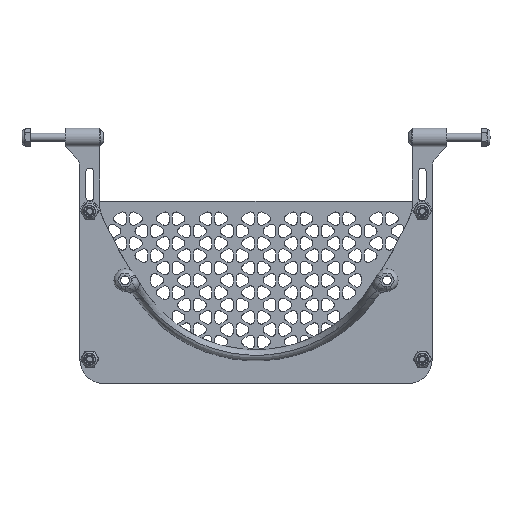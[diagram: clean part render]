
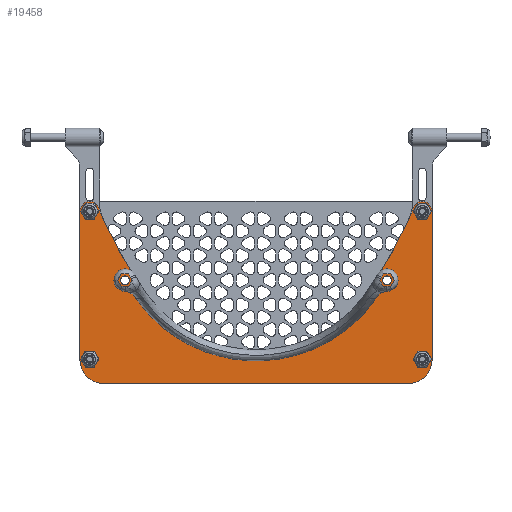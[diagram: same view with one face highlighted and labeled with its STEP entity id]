
A CAD part, top view. The second image highlights one B-rep face of the part: STEP entity #19458.
In plain terms, the highlighted planar face has unit normal (0, 0, 1).
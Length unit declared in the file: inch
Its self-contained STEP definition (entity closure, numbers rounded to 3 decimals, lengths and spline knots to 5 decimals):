
#1174=FACE_BOUND('',#3280,.T.);
#1175=FACE_BOUND('',#3281,.T.);
#1176=FACE_BOUND('',#3282,.T.);
#1177=FACE_BOUND('',#3283,.T.);
#1178=FACE_BOUND('',#3284,.T.);
#1179=FACE_BOUND('',#3285,.T.);
#2018=FACE_OUTER_BOUND('',#3279,.T.);
#3279=EDGE_LOOP('',(#17385,#17386,#17387,#17388,#17389,#17390,#17391,#17392,
#17393,#17394,#17395,#17396,#17397,#17398));
#3280=EDGE_LOOP('',(#17399));
#3281=EDGE_LOOP('',(#17400));
#3282=EDGE_LOOP('',(#17401));
#3283=EDGE_LOOP('',(#17402));
#3284=EDGE_LOOP('',(#17403));
#3285=EDGE_LOOP('',(#17404));
#5012=LINE('',#32194,#6688);
#5016=LINE('',#32206,#6692);
#5020=LINE('',#32218,#6696);
#6688=VECTOR('',#26643,0.3937);
#6692=VECTOR('',#26655,0.3937);
#6696=VECTOR('',#26667,0.3937);
#7670=CIRCLE('',#21375,0.088);
#7672=CIRCLE('',#21378,0.088);
#7674=CIRCLE('',#21381,0.088);
#7676=CIRCLE('',#21384,0.088);
#7678=CIRCLE('',#21387,0.091);
#7680=CIRCLE('',#21390,0.088);
#7683=CIRCLE('',#21394,1.);
#7685=CIRCLE('',#21397,10.35358);
#7687=CIRCLE('',#21400,1.);
#7689=CIRCLE('',#21403,2.84549);
#7691=CIRCLE('',#21406,1.);
#7693=CIRCLE('',#21409,10.35358);
#7695=CIRCLE('',#21412,1.);
#7697=CIRCLE('',#21415,0.2);
#7699=CIRCLE('',#21419,0.5);
#7701=CIRCLE('',#21423,0.5);
#7703=CIRCLE('',#21427,0.2);
#9386=VERTEX_POINT('',#32104);
#9388=VERTEX_POINT('',#32110);
#9390=VERTEX_POINT('',#32116);
#9392=VERTEX_POINT('',#32122);
#9394=VERTEX_POINT('',#32128);
#9396=VERTEX_POINT('',#32134);
#9400=VERTEX_POINT('',#32143);
#9401=VERTEX_POINT('',#32145);
#9403=VERTEX_POINT('',#32151);
#9405=VERTEX_POINT('',#32157);
#9407=VERTEX_POINT('',#32163);
#9409=VERTEX_POINT('',#32169);
#9411=VERTEX_POINT('',#32175);
#9413=VERTEX_POINT('',#32181);
#9415=VERTEX_POINT('',#32187);
#9417=VERTEX_POINT('',#32193);
#9419=VERTEX_POINT('',#32199);
#9421=VERTEX_POINT('',#32205);
#9423=VERTEX_POINT('',#32211);
#9425=VERTEX_POINT('',#32217);
#12071=EDGE_CURVE('',#9386,#9386,#7670,.T.);
#12074=EDGE_CURVE('',#9388,#9388,#7672,.T.);
#12077=EDGE_CURVE('',#9390,#9390,#7674,.T.);
#12080=EDGE_CURVE('',#9392,#9392,#7676,.T.);
#12083=EDGE_CURVE('',#9394,#9394,#7678,.T.);
#12086=EDGE_CURVE('',#9396,#9396,#7680,.T.);
#12091=EDGE_CURVE('',#9401,#9400,#7683,.T.);
#12094=EDGE_CURVE('',#9403,#9401,#7685,.T.);
#12097=EDGE_CURVE('',#9405,#9403,#7687,.T.);
#12100=EDGE_CURVE('',#9407,#9405,#7689,.T.);
#12103=EDGE_CURVE('',#9409,#9407,#7691,.T.);
#12106=EDGE_CURVE('',#9411,#9409,#7693,.T.);
#12109=EDGE_CURVE('',#9413,#9411,#7695,.T.);
#12112=EDGE_CURVE('',#9415,#9413,#7697,.T.);
#12115=EDGE_CURVE('',#9417,#9415,#5012,.T.);
#12118=EDGE_CURVE('',#9419,#9417,#7699,.T.);
#12121=EDGE_CURVE('',#9421,#9419,#5016,.T.);
#12124=EDGE_CURVE('',#9423,#9421,#7701,.T.);
#12127=EDGE_CURVE('',#9425,#9423,#5020,.T.);
#12130=EDGE_CURVE('',#9400,#9425,#7703,.T.);
#17385=ORIENTED_EDGE('',*,*,#12130,.T.);
#17386=ORIENTED_EDGE('',*,*,#12127,.T.);
#17387=ORIENTED_EDGE('',*,*,#12124,.T.);
#17388=ORIENTED_EDGE('',*,*,#12121,.T.);
#17389=ORIENTED_EDGE('',*,*,#12118,.T.);
#17390=ORIENTED_EDGE('',*,*,#12115,.T.);
#17391=ORIENTED_EDGE('',*,*,#12112,.T.);
#17392=ORIENTED_EDGE('',*,*,#12109,.T.);
#17393=ORIENTED_EDGE('',*,*,#12106,.T.);
#17394=ORIENTED_EDGE('',*,*,#12103,.T.);
#17395=ORIENTED_EDGE('',*,*,#12100,.T.);
#17396=ORIENTED_EDGE('',*,*,#12097,.T.);
#17397=ORIENTED_EDGE('',*,*,#12094,.T.);
#17398=ORIENTED_EDGE('',*,*,#12091,.T.);
#17399=ORIENTED_EDGE('',*,*,#12086,.T.);
#17400=ORIENTED_EDGE('',*,*,#12083,.T.);
#17401=ORIENTED_EDGE('',*,*,#12080,.T.);
#17402=ORIENTED_EDGE('',*,*,#12077,.T.);
#17403=ORIENTED_EDGE('',*,*,#12074,.T.);
#17404=ORIENTED_EDGE('',*,*,#12071,.T.);
#18605=PLANE('',#21428);
#19458=ADVANCED_FACE('',(#2018,#1174,#1175,#1176,#1177,#1178,#1179),#18605,
 .T.);
#21375=AXIS2_PLACEMENT_3D('',#32105,#26543,#26544);
#21378=AXIS2_PLACEMENT_3D('',#32111,#26550,#26551);
#21381=AXIS2_PLACEMENT_3D('',#32117,#26557,#26558);
#21384=AXIS2_PLACEMENT_3D('',#32123,#26564,#26565);
#21387=AXIS2_PLACEMENT_3D('',#32129,#26571,#26572);
#21390=AXIS2_PLACEMENT_3D('',#32135,#26578,#26579);
#21394=AXIS2_PLACEMENT_3D('',#32146,#26588,#26589);
#21397=AXIS2_PLACEMENT_3D('',#32152,#26595,#26596);
#21400=AXIS2_PLACEMENT_3D('',#32158,#26602,#26603);
#21403=AXIS2_PLACEMENT_3D('',#32164,#26609,#26610);
#21406=AXIS2_PLACEMENT_3D('',#32170,#26616,#26617);
#21409=AXIS2_PLACEMENT_3D('',#32176,#26623,#26624);
#21412=AXIS2_PLACEMENT_3D('',#32182,#26630,#26631);
#21415=AXIS2_PLACEMENT_3D('',#32188,#26637,#26638);
#21419=AXIS2_PLACEMENT_3D('',#32200,#26649,#26650);
#21423=AXIS2_PLACEMENT_3D('',#32212,#26661,#26662);
#21427=AXIS2_PLACEMENT_3D('',#32222,#26673,#26674);
#21428=AXIS2_PLACEMENT_3D('',#32223,#26675,#26676);
#26543=DIRECTION('center_axis',(0.,0.,-1.));
#26544=DIRECTION('ref_axis',(1.,0.,0.));
#26550=DIRECTION('center_axis',(0.,0.,-1.));
#26551=DIRECTION('ref_axis',(1.,0.,0.));
#26557=DIRECTION('center_axis',(0.,0.,-1.));
#26558=DIRECTION('ref_axis',(1.,0.,0.));
#26564=DIRECTION('center_axis',(0.,0.,-1.));
#26565=DIRECTION('ref_axis',(1.,0.,0.));
#26571=DIRECTION('center_axis',(0.,0.,-1.));
#26572=DIRECTION('ref_axis',(1.,0.,0.));
#26578=DIRECTION('center_axis',(0.,0.,-1.));
#26579=DIRECTION('ref_axis',(1.,0.,0.));
#26588=DIRECTION('center_axis',(0.,0.,
-1.));
#26589=DIRECTION('ref_axis',(-0.968,-0.249,0.));
#26595=DIRECTION('center_axis',(0.,0.,
-1.));
#26596=DIRECTION('ref_axis',(-0.909,-0.417,0.));
#26602=DIRECTION('center_axis',(0.,0.,
-1.));
#26603=DIRECTION('ref_axis',(-0.789,-0.614,0.));
#26609=DIRECTION('center_axis',(0.,0.,
-1.));
#26610=DIRECTION('ref_axis',(-0.595,-0.804,0.));
#26616=DIRECTION('center_axis',(0.,0.,
-1.));
#26617=DIRECTION('ref_axis',(0.595,-0.804,0.));
#26623=DIRECTION('center_axis',(0.,0.,
-1.));
#26624=DIRECTION('ref_axis',(0.789,-0.614,0.));
#26630=DIRECTION('center_axis',(0.,0.,
-1.));
#26631=DIRECTION('ref_axis',(0.909,-0.417,0.));
#26637=DIRECTION('center_axis',(0.,0.,
1.));
#26638=DIRECTION('ref_axis',(1.,0.,0.));
#26643=DIRECTION('',(0.,1.,0.));
#26649=DIRECTION('center_axis',(0.,0.,
1.));
#26650=DIRECTION('ref_axis',(0.,-1.,0.));
#26655=DIRECTION('',(1.,0.,0.));
#26661=DIRECTION('center_axis',(0.,0.,
1.));
#26662=DIRECTION('ref_axis',(-1.,0.,0.));
#26667=DIRECTION('',(0.,-1.,0.));
#26673=DIRECTION('center_axis',(0.,0.,
1.));
#26674=DIRECTION('ref_axis',(0.968,0.249,0.));
#26675=DIRECTION('center_axis',(0.,0.,
1.));
#26676=DIRECTION('ref_axis',(1.,0.,0.));
#32104=CARTESIAN_POINT('',(6.36912,2.21101,0.0625));
#32105=CARTESIAN_POINT('Origin',(6.45712,2.21101,0.0625));
#32110=CARTESIAN_POINT('',(0.33712,3.61001,0.0625));
#32111=CARTESIAN_POINT('Origin',(0.42512,3.61001,0.0625));
#32116=CARTESIAN_POINT('',(1.05512,2.21101,0.0625));
#32117=CARTESIAN_POINT('Origin',(1.14312,2.21101,0.0625));
#32122=CARTESIAN_POINT('',(7.08712,0.61001,0.0625));
#32123=CARTESIAN_POINT('Origin',(7.17512,0.61001,0.0625));
#32128=CARTESIAN_POINT('',(0.33412,0.61001,0.0625));
#32129=CARTESIAN_POINT('Origin',(0.42512,0.61001,0.0625));
#32134=CARTESIAN_POINT('',(7.08712,3.61001,0.0625));
#32135=CARTESIAN_POINT('Origin',(7.17512,3.61001,0.0625));
#32143=CARTESIAN_POINT('',(0.6188,3.65989,0.0625));
#32145=CARTESIAN_POINT('',(0.67845,3.49194,0.0625));
#32146=CARTESIAN_POINT('Origin',(1.58721,3.90925,0.0625));
#32151=CARTESIAN_POINT('',(1.9135,1.45778,0.0625));
#32152=CARTESIAN_POINT('Origin',(10.08741,7.8126,0.0625));
#32157=CARTESIAN_POINT('',(2.10847,1.26746,0.0625));
#32158=CARTESIAN_POINT('Origin',(2.70297,2.07156,0.0625));
#32163=CARTESIAN_POINT('',(5.49177,1.26746,0.0625));
#32164=CARTESIAN_POINT('Origin',(3.80012,3.5555,0.0625));
#32169=CARTESIAN_POINT('',(5.68674,1.45778,0.0625));
#32170=CARTESIAN_POINT('Origin',(4.89727,2.07156,0.0625));
#32175=CARTESIAN_POINT('',(6.92179,3.49194,0.0625));
#32176=CARTESIAN_POINT('Origin',(-2.48716,7.8126,0.0625));
#32181=CARTESIAN_POINT('',(6.98144,3.65989,0.0625));
#32182=CARTESIAN_POINT('Origin',(6.01303,3.90925,0.0625));
#32187=CARTESIAN_POINT('',(7.37512,3.61001,0.0625));
#32188=CARTESIAN_POINT('Origin',(7.17512,3.61001,0.0625));
#32193=CARTESIAN_POINT('',(7.37512,0.61001,0.0625));
#32194=CARTESIAN_POINT('',(7.37512,0.61001,0.0625));
#32199=CARTESIAN_POINT('',(6.87512,0.11001,0.0625));
#32200=CARTESIAN_POINT('Origin',(6.87512,0.61001,0.0625));
#32205=CARTESIAN_POINT('',(0.72512,0.11001,0.0625));
#32206=CARTESIAN_POINT('',(0.72512,0.11001,0.0625));
#32211=CARTESIAN_POINT('',(0.22512,0.61001,0.0625));
#32212=CARTESIAN_POINT('Origin',(0.72512,0.61001,0.0625));
#32217=CARTESIAN_POINT('',(0.22512,3.61001,0.0625));
#32218=CARTESIAN_POINT('',(0.22512,3.61001,0.0625));
#32222=CARTESIAN_POINT('Origin',(0.42512,3.61001,0.0625));
#32223=CARTESIAN_POINT('Origin',(3.80012,1.96001,0.0625));
